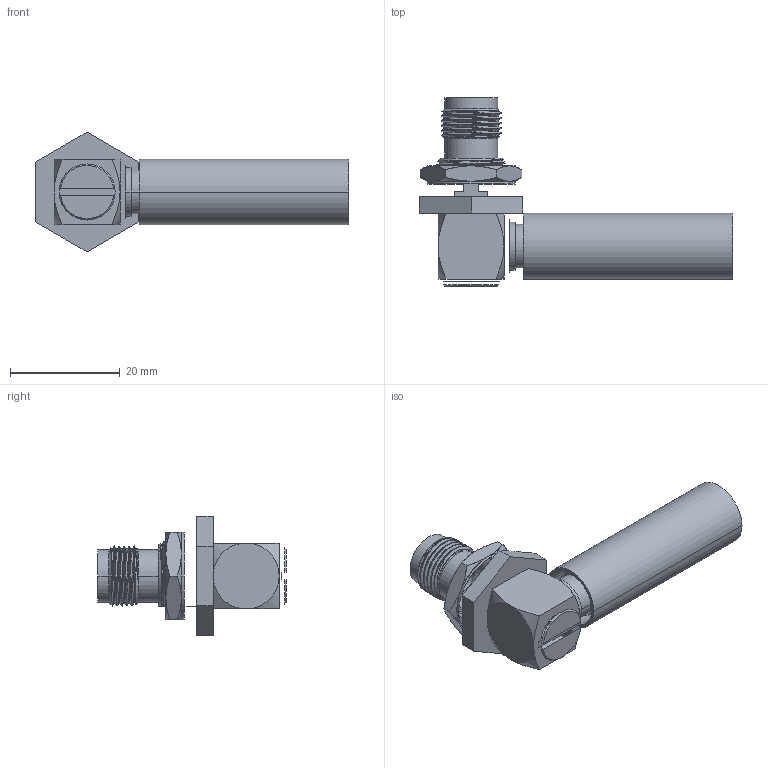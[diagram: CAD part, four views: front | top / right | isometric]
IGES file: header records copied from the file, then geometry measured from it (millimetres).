
Start section:  PTC IGES file: 31-6510.igs
Global section: file name: 31-6510.igs; native system: Pro/ENGINEER by Parametric Technology Corporation; preprocessor: 2010280; author: M.GOPI; organization: Unknown; date: 20120516.141846; units: millimetre
Bounding box: 57.02 x 34.3 x 21.77 mm (x, y, z)
Surface area: 5675.8 mm2 (no closed solid volume)
Topology: 0 solids, 0 shells, 109 faces, 662 edges, 662 vertices
Faces by surface type: revolution 66, bspline 43
